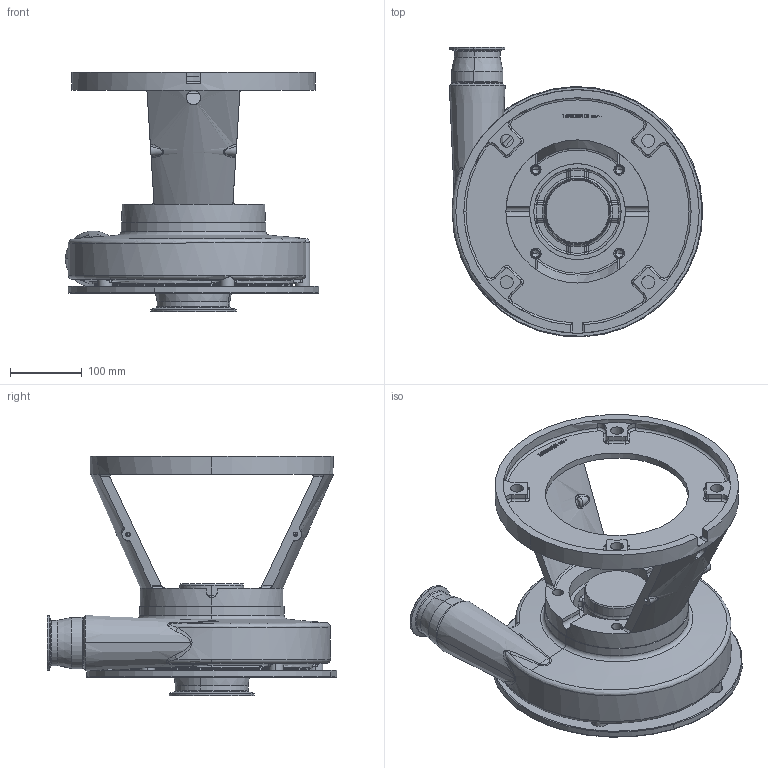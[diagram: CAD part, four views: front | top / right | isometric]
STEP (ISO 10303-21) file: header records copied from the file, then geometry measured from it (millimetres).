
FILE_DESCRIPTION (( 'STEP AP214' ), '1' );
FILE_NAME ('FPR 3551-3552 320-360TC 4IN X 2.5IN CLAMP.STEP', '2023-07-21T15:35:34', ( '' ), ( '' ), 'SwSTEP 2.0', 'SolidWorks 2023', '' );
FILE_SCHEMA (( 'AUTOMOTIVE_DESIGN' ));
Length unit declared in the file: millimetre
Products named in the file (1): FPR 3551-3552 320-360TC 4IN X 2.5IN CLAMP
Bounding box: 353.89 x 404.89 x 334 mm (x, y, z)
Volume: 7357390.4 mm3; surface area: 865374.8 mm2
Topology: 15 solids, 17 shells, 828 faces, 2037 edges, 1240 vertices
Faces by surface type: cylinder 251, plane 185, bspline 157, torus 109, cone 102, sphere 24
Entity records: 39821 total; most frequent: CARTESIAN_POINT 21223, ORIENTED_EDGE 3982, DIRECTION 3634, EDGE_CURVE 1991, AXIS2_PLACEMENT_3D 1472, VERTEX_POINT 1236, EDGE_LOOP 905, FACE_OUTER_BOUND 828
